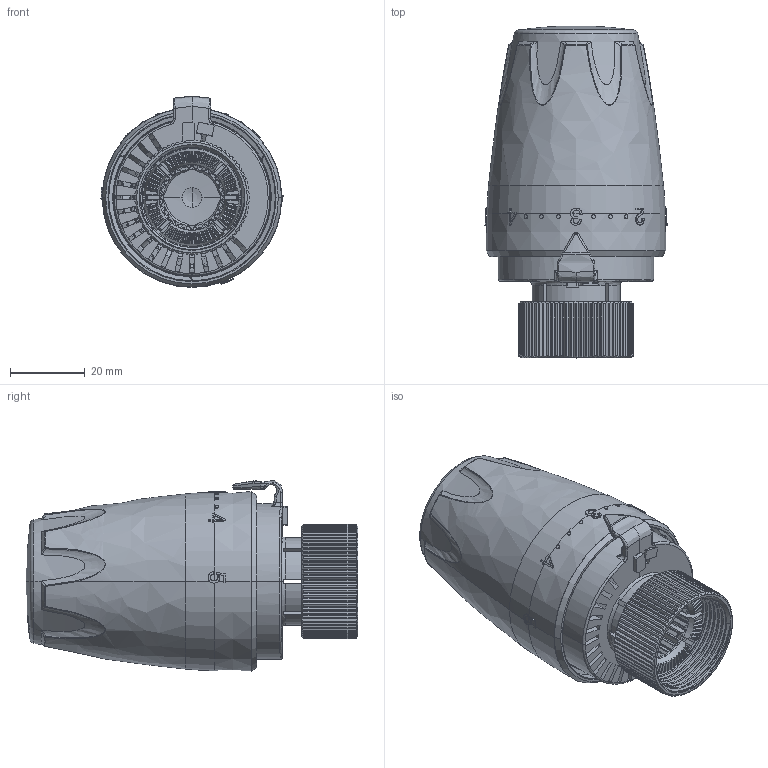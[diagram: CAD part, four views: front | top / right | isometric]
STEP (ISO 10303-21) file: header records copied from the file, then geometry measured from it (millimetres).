
FILE_DESCRIPTION((''),'2;1');
FILE_NAME('9724-28-500-HGZ_SW0004','2015-07-30T',('marann'),(''),'PRO/ENGINEER BY PARAMETRIC TECHNOLOGY CORPORATION, 2011490','PRO/ENGINEER BY PARAMETRIC TECHNOLOGY CORPORATION, 2011490','');
FILE_SCHEMA(('CONFIG_CONTROL_DESIGN'));
Length unit declared in the file: millimetre
Products named in the file (1): 9724-28-500-HGZ_SW0004
Bounding box: 48.55 x 88.53 x 50.87 mm (x, y, z)
Volume: 35309.1 mm3; surface area: 40707.9 mm2
Topology: 14 solids, 14 shells, 2239 faces, 6394 edges, 4124 vertices
Faces by surface type: plane 960, cylinder 568, bspline 386, torus 133, cone 131, sphere 61
Entity records: 107146 total; most frequent: CARTESIAN_POINT 53526, ORIENTED_EDGE 12758, DIRECTION 9274, EDGE_CURVE 6379, VERTEX_POINT 4122, AXIS2_PLACEMENT_3D 3439, VECTOR 2396, LINE 2396
